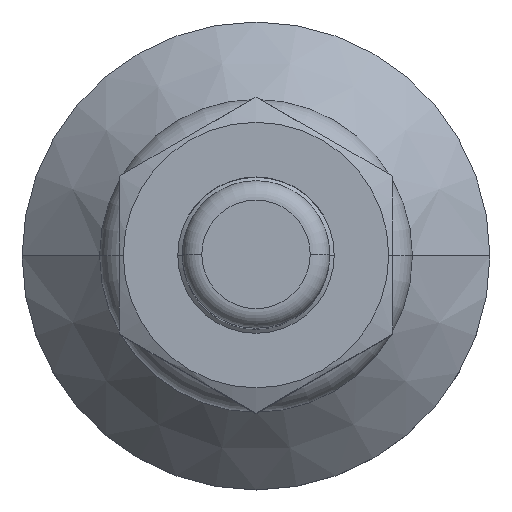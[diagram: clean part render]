
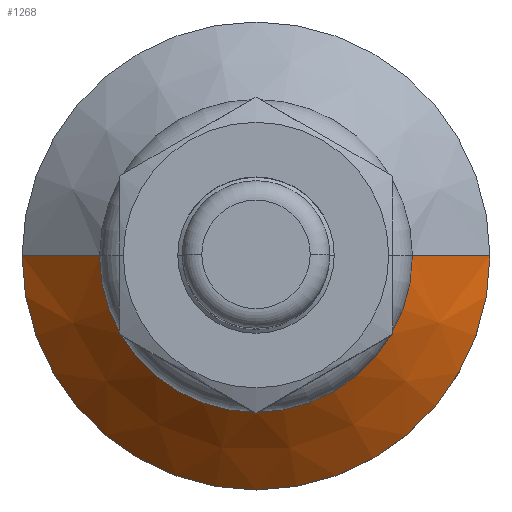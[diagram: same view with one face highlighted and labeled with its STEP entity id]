
A CAD part, top view. The second image highlights one B-rep face of the part: STEP entity #1268.
In plain terms, the highlighted conical face has half-angle 44.45 degrees and reference radius 4.75 mm.
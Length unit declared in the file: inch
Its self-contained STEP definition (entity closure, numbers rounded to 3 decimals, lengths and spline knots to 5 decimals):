
#1159=CARTESIAN_POINT('',(0.25,0.0,0.2269));
#1160=VERTEX_POINT('',#1159);
#1176=CARTESIAN_POINT('',(-0.25,0.0,0.2269));
#1177=VERTEX_POINT('',#1176);
#1184=CARTESIAN_POINT('',(0.0,0.0,0.2269));
#1185=DIRECTION('',(0.0,0.0,1.0));
#1186=DIRECTION('',(1.0,0.0,0.0));
#1187=AXIS2_PLACEMENT_3D('',#1184,#1185,#1186);
#1188=CIRCLE('',#1187,0.25);
#1189=EDGE_CURVE('',#1177,#1160,#1188,.T.);
#1228=CARTESIAN_POINT('',(0.0,0.0,0.29113));
#1229=DIRECTION('',(0.0,0.0,-1.0));
#1230=DIRECTION('',(1.0,0.0,0.0));
#1231=AXIS2_PLACEMENT_3D('',#1228,#1229,#1230);
#1232=CONICAL_SURFACE('',#1231,0.187,44.45);
#1233=CARTESIAN_POINT('',(0.374,0.,0.1005));
#1234=VERTEX_POINT('',#1233);
#1235=CARTESIAN_POINT('',(0.25,0.0,0.2269));
#1236=DIRECTION('',(0.7,0.0,-0.714));
#1237=VECTOR('',#1236,0.17707);
#1238=LINE('',#1235,#1237);
#1239=EDGE_CURVE('',#1160,#1234,#1238,.T.);
#1240=ORIENTED_EDGE('',*,*,#1239,.F.);
#1241=ORIENTED_EDGE('',*,*,#1189,.F.);
#1242=CARTESIAN_POINT('',(-0.374,0.,0.1005));
#1243=VERTEX_POINT('',#1242);
#1244=CARTESIAN_POINT('',(-0.25,0.,0.2269));
#1245=DIRECTION('',(-0.7,0.,-0.714));
#1246=VECTOR('',#1245,0.17707);
#1247=LINE('',#1244,#1246);
#1248=EDGE_CURVE('',#1177,#1243,#1247,.T.);
#1249=ORIENTED_EDGE('',*,*,#1248,.T.);
#1250=CARTESIAN_POINT('',(0.0,-0.374,0.1005));
#1251=VERTEX_POINT('',#1250);
#1252=CARTESIAN_POINT('',(0.0,0.0,0.1005));
#1253=DIRECTION('',(0.0,0.0,-1.0));
#1254=DIRECTION('',(1.0,0.0,0.0));
#1255=AXIS2_PLACEMENT_3D('',#1252,#1253,#1254);
#1256=CIRCLE('',#1255,0.374);
#1257=EDGE_CURVE('',#1251,#1243,#1256,.T.);
#1258=ORIENTED_EDGE('',*,*,#1257,.F.);
#1259=CARTESIAN_POINT('',(0.0,0.0,0.1005));
#1260=DIRECTION('',(0.0,0.0,-1.0));
#1261=DIRECTION('',(1.0,0.0,0.0));
#1262=AXIS2_PLACEMENT_3D('',#1259,#1260,#1261);
#1263=CIRCLE('',#1262,0.374);
#1264=EDGE_CURVE('',#1234,#1251,#1263,.T.);
#1265=ORIENTED_EDGE('',*,*,#1264,.F.);
#1266=EDGE_LOOP('',(#1240,#1241,#1249,#1258,#1265));
#1267=FACE_OUTER_BOUND('',#1266,.T.);
#1268=ADVANCED_FACE('',(#1267),#1232,.T.);
